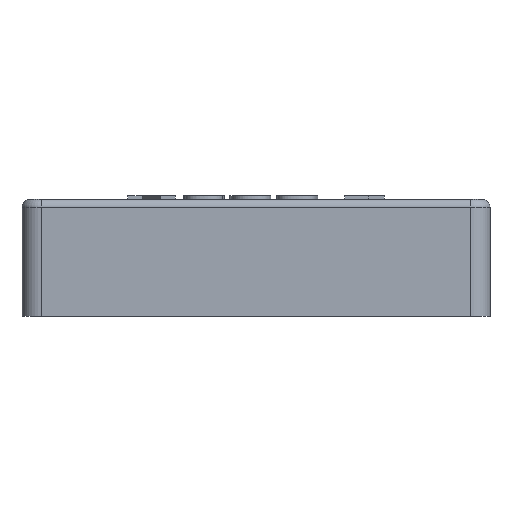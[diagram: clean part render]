
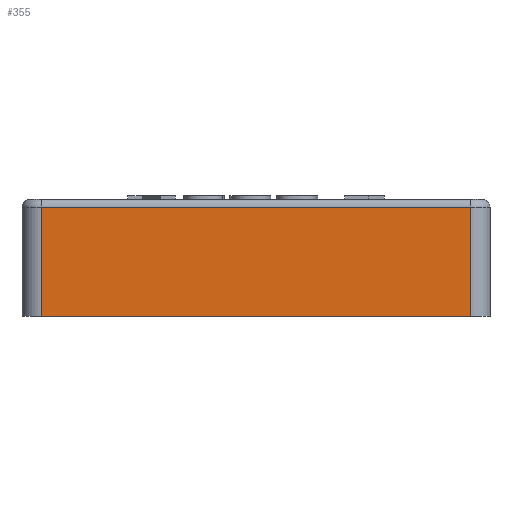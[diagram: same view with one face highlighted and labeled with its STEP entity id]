
A CAD part, front view. The second image highlights one B-rep face of the part: STEP entity #355.
In plain terms, the highlighted planar face has unit normal (0, -1, 0).
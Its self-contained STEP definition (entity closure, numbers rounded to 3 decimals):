
#176=FACE_OUTER_BOUND('',#1221,.T.);
#355=ADVANCED_FACE('',(#176),#543,.T.);
#543=PLANE('',#3141);
#830=LINE('',#4770,#1030);
#843=LINE('',#4811,#1043);
#844=LINE('',#4813,#1044);
#845=LINE('',#4815,#1045);
#1030=VECTOR('',#3569,1.);
#1043=VECTOR('',#3606,1.);
#1044=VECTOR('',#3607,1.);
#1045=VECTOR('',#3608,1.);
#1221=EDGE_LOOP('',(#1556,#1557,#1558,#1559));
#1556=ORIENTED_EDGE('',*,*,#2705,.T.);
#1557=ORIENTED_EDGE('',*,*,#2706,.T.);
#1558=ORIENTED_EDGE('',*,*,#2707,.T.);
#1559=ORIENTED_EDGE('',*,*,#2682,.T.);
#2413=VERTEX_POINT('',#4769);
#2414=VERTEX_POINT('',#4771);
#2430=VERTEX_POINT('',#4812);
#2431=VERTEX_POINT('',#4814);
#2682=EDGE_CURVE('',#2414,#2413,#830,.T.);
#2705=EDGE_CURVE('',#2413,#2430,#843,.T.);
#2706=EDGE_CURVE('',#2430,#2431,#844,.T.);
#2707=EDGE_CURVE('',#2431,#2414,#845,.T.);
#3141=AXIS2_PLACEMENT_3D('',#4816,#3609,#3610);
#3569=DIRECTION('',(1.,0.,0.));
#3606=DIRECTION('',(0.,0.,1.));
#3607=DIRECTION('',(-1.,0.,0.));
#3608=DIRECTION('',(0.,0.,-1.));
#3609=DIRECTION('',(0.,-1.,0.));
#3610=DIRECTION('',(0.,0.,-1.));
#4769=CARTESIAN_POINT('',(57.5,0.,8.));
#4770=CARTESIAN_POINT('',(30.,0.,8.));
#4771=CARTESIAN_POINT('',(2.5,0.,8.));
#4811=CARTESIAN_POINT('',(57.5,0.,8.));
#4812=CARTESIAN_POINT('',(57.5,0.,22.));
#4813=CARTESIAN_POINT('',(30.,0.,22.));
#4814=CARTESIAN_POINT('',(2.5,0.,22.));
#4815=CARTESIAN_POINT('',(2.5,0.,8.));
#4816=CARTESIAN_POINT('',(30.,0.,8.));
